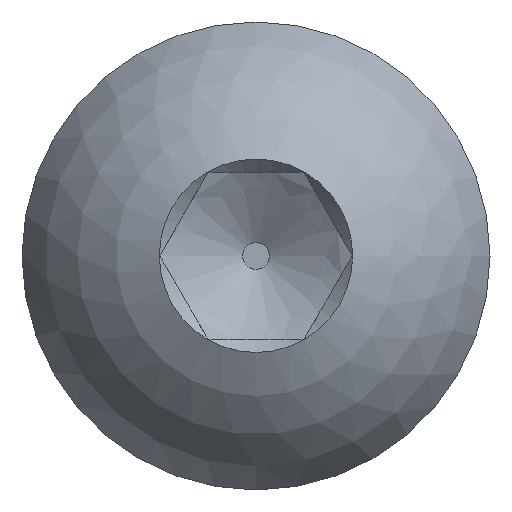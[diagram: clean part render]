
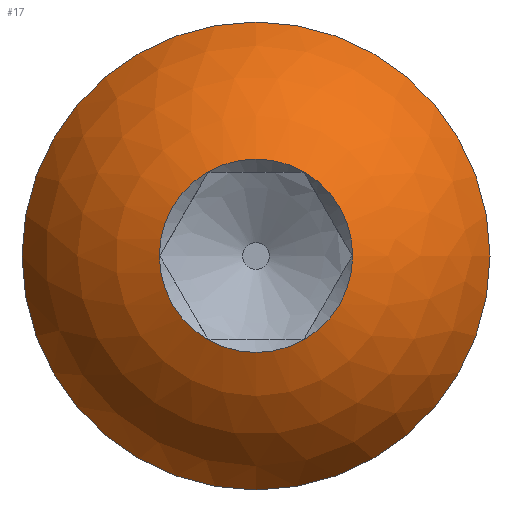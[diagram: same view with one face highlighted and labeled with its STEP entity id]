
A CAD part, top view. The second image highlights one B-rep face of the part: STEP entity #17.
In plain terms, the highlighted spherical face has radius 3.099 mm.
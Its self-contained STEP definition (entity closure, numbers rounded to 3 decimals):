
#17 = ADVANCED_FACE('',(#18),#33,.T.);
#18 = FACE_BOUND('',#19,.F.);
#19 = EDGE_LOOP('',(#20,#51,#80,#102,#103));
#20 = ORIENTED_EDGE('',*,*,#21,.F.);
#21 = EDGE_CURVE('',#22,#24,#26,.T.);
#22 = VERTEX_POINT('',#23);
#23 = CARTESIAN_POINT('',(1.178,0.,1.65));
#24 = VERTEX_POINT('',#25);
#25 = CARTESIAN_POINT('',(2.85,0.,0.));
#26 = SEAM_CURVE('',#27,(#32,#44),.PCURVE_S1.);
#27 = CIRCLE('',#28,3.099);
#28 = AXIS2_PLACEMENT_3D('',#29,#30,#31);
#29 = CARTESIAN_POINT('',(0.,0.,-1.216));
#30 = DIRECTION('',(0.,1.,0.));
#31 = DIRECTION('',(0.38,-0.,0.925));
#32 = PCURVE('',#33,#38);
#33 = SPHERICAL_SURFACE('',#34,3.099);
#34 = AXIS2_PLACEMENT_3D('',#35,#36,#37);
#35 = CARTESIAN_POINT('',(0.,0.,-1.216));
#36 = DIRECTION('',(-0.,-0.,-1.));
#37 = DIRECTION('',(1.,0.,-0.));
#38 = DEFINITIONAL_REPRESENTATION('',(#39),#43);
#39 = LINE('',#40,#41);
#40 = CARTESIAN_POINT('',(-0.,-1.181));
#41 = VECTOR('',#42,1.);
#42 = DIRECTION('',(-0.,1.));
#43 = ( GEOMETRIC_REPRESENTATION_CONTEXT(2) 
PARAMETRIC_REPRESENTATION_CONTEXT() REPRESENTATION_CONTEXT('2D SPACE',''
  ) );
#44 = PCURVE('',#33,#45);
#45 = DEFINITIONAL_REPRESENTATION('',(#46),#50);
#46 = LINE('',#47,#48);
#47 = CARTESIAN_POINT('',(-6.283,-1.181));
#48 = VECTOR('',#49,1.);
#49 = DIRECTION('',(-0.,1.));
#50 = ( GEOMETRIC_REPRESENTATION_CONTEXT(2) 
PARAMETRIC_REPRESENTATION_CONTEXT() REPRESENTATION_CONTEXT('2D SPACE',''
  ) );
#51 = ORIENTED_EDGE('',*,*,#52,.T.);
#52 = EDGE_CURVE('',#22,#53,#55,.T.);
#53 = VERTEX_POINT('',#54);
#54 = CARTESIAN_POINT('',(-1.178,0.,1.65));
#55 = SURFACE_CURVE('',#56,(#61,#68),.PCURVE_S1.);
#56 = CIRCLE('',#57,1.178);
#57 = AXIS2_PLACEMENT_3D('',#58,#59,#60);
#58 = CARTESIAN_POINT('',(0.,0.,1.65));
#59 = DIRECTION('',(0.,0.,1.));
#60 = DIRECTION('',(1.,0.,-0.));
#61 = PCURVE('',#33,#62);
#62 = DEFINITIONAL_REPRESENTATION('',(#63),#67);
#63 = LINE('',#64,#65);
#64 = CARTESIAN_POINT('',(-0.,-1.181));
#65 = VECTOR('',#66,1.);
#66 = DIRECTION('',(-1.,0.));
#67 = ( GEOMETRIC_REPRESENTATION_CONTEXT(2) 
PARAMETRIC_REPRESENTATION_CONTEXT() REPRESENTATION_CONTEXT('2D SPACE',''
  ) );
#68 = PCURVE('',#69,#74);
#69 = CONICAL_SURFACE('',#70,2.218,0.785);
#70 = AXIS2_PLACEMENT_3D('',#71,#72,#73);
#71 = CARTESIAN_POINT('',(0.,0.,2.69));
#72 = DIRECTION('',(-0.,-0.,1.));
#73 = DIRECTION('',(-1.,0.,-0.));
#74 = DEFINITIONAL_REPRESENTATION('',(#75),#79);
#75 = LINE('',#76,#77);
#76 = CARTESIAN_POINT('',(-3.142,-1.04));
#77 = VECTOR('',#78,1.);
#78 = DIRECTION('',(1.,-0.));
#79 = ( GEOMETRIC_REPRESENTATION_CONTEXT(2) 
PARAMETRIC_REPRESENTATION_CONTEXT() REPRESENTATION_CONTEXT('2D SPACE',''
  ) );
#80 = ORIENTED_EDGE('',*,*,#81,.T.);
#81 = EDGE_CURVE('',#53,#22,#82,.T.);
#82 = SURFACE_CURVE('',#83,(#88,#95),.PCURVE_S1.);
#83 = CIRCLE('',#84,1.178);
#84 = AXIS2_PLACEMENT_3D('',#85,#86,#87);
#85 = CARTESIAN_POINT('',(0.,0.,1.65));
#86 = DIRECTION('',(0.,0.,1.));
#87 = DIRECTION('',(1.,0.,-0.));
#88 = PCURVE('',#33,#89);
#89 = DEFINITIONAL_REPRESENTATION('',(#90),#94);
#90 = LINE('',#91,#92);
#91 = CARTESIAN_POINT('',(-0.,-1.181));
#92 = VECTOR('',#93,1.);
#93 = DIRECTION('',(-1.,0.));
#94 = ( GEOMETRIC_REPRESENTATION_CONTEXT(2) 
PARAMETRIC_REPRESENTATION_CONTEXT() REPRESENTATION_CONTEXT('2D SPACE',''
  ) );
#95 = PCURVE('',#69,#96);
#96 = DEFINITIONAL_REPRESENTATION('',(#97),#101);
#97 = LINE('',#98,#99);
#98 = CARTESIAN_POINT('',(-9.425,-1.04));
#99 = VECTOR('',#100,1.);
#100 = DIRECTION('',(1.,-0.));
#101 = ( GEOMETRIC_REPRESENTATION_CONTEXT(2) 
PARAMETRIC_REPRESENTATION_CONTEXT() REPRESENTATION_CONTEXT('2D SPACE',''
  ) );
#102 = ORIENTED_EDGE('',*,*,#21,.T.);
#103 = ORIENTED_EDGE('',*,*,#104,.F.);
#104 = EDGE_CURVE('',#24,#24,#105,.T.);
#105 = SURFACE_CURVE('',#106,(#111,#118),.PCURVE_S1.);
#106 = CIRCLE('',#107,2.85);
#107 = AXIS2_PLACEMENT_3D('',#108,#109,#110);
#108 = CARTESIAN_POINT('',(0.,0.,0.));
#109 = DIRECTION('',(0.,0.,1.));
#110 = DIRECTION('',(1.,0.,-0.));
#111 = PCURVE('',#33,#112);
#112 = DEFINITIONAL_REPRESENTATION('',(#113),#117);
#113 = LINE('',#114,#115);
#114 = CARTESIAN_POINT('',(-0.,-0.403));
#115 = VECTOR('',#116,1.);
#116 = DIRECTION('',(-1.,0.));
#117 = ( GEOMETRIC_REPRESENTATION_CONTEXT(2) 
PARAMETRIC_REPRESENTATION_CONTEXT() REPRESENTATION_CONTEXT('2D SPACE',''
  ) );
#118 = PCURVE('',#119,#124);
#119 = PLANE('',#120);
#120 = AXIS2_PLACEMENT_3D('',#121,#122,#123);
#121 = CARTESIAN_POINT('',(0.,0.,0.));
#122 = DIRECTION('',(0.,0.,1.));
#123 = DIRECTION('',(1.,0.,-0.));
#124 = DEFINITIONAL_REPRESENTATION('',(#125),#129);
#125 = CIRCLE('',#126,2.85);
#126 = AXIS2_PLACEMENT_2D('',#127,#128);
#127 = CARTESIAN_POINT('',(0.,0.));
#128 = DIRECTION('',(1.,0.));
#129 = ( GEOMETRIC_REPRESENTATION_CONTEXT(2) 
PARAMETRIC_REPRESENTATION_CONTEXT() REPRESENTATION_CONTEXT('2D SPACE',''
  ) );
